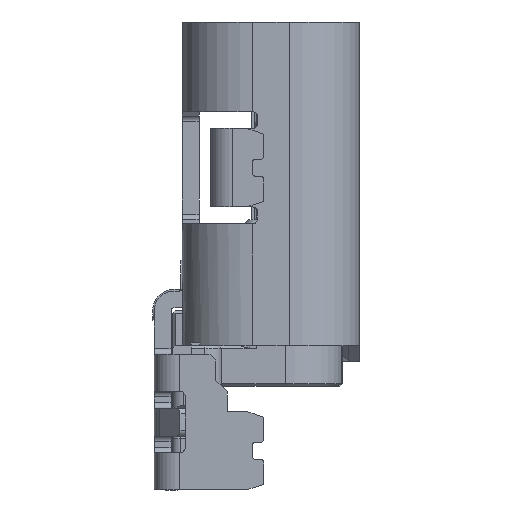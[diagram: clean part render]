
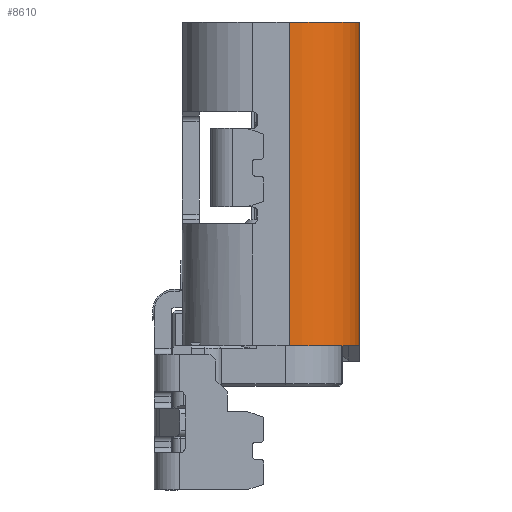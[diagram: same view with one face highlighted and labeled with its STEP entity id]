
A CAD part, left-side view. The second image highlights one B-rep face of the part: STEP entity #8610.
In plain terms, the highlighted cylindrical face has radius 1.25 mm (diameter 2.5 mm), a partial arc.
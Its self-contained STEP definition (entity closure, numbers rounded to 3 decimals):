
#8200=CARTESIAN_POINT('',(-23.22,-0.71,24.534));
#8210=DIRECTION('',(0.,0.,-1.));
#8220=DIRECTION('',(-1.,0.,0.));
#8230=AXIS2_PLACEMENT_3D('',#8200,#8210,#8220);
#8240=CYLINDRICAL_SURFACE('',#8230,1.25);
#8250=CARTESIAN_POINT('',(-23.22,-0.71,19.023));
#8260=DIRECTION('',(0.,0.,-1.));
#8270=DIRECTION('',(-1.,0.,0.));
#8280=AXIS2_PLACEMENT_3D('',#8250,#8260,#8270);
#8290=CIRCLE('',#8280,1.25);
#8300=CARTESIAN_POINT('',(-23.22,-1.96,19.023));
#8310=VERTEX_POINT('',#8300);
#8320=CARTESIAN_POINT('',(-24.47,-0.71,19.023));
#8330=VERTEX_POINT('',#8320);
#8340=EDGE_CURVE('',#8310,#8330,#8290,.T.);
#8350=ORIENTED_EDGE('',*,*,#8340,.F.);
#8360=CARTESIAN_POINT('',(-24.47,-0.71,24.798));
#8370=DIRECTION('',(0.,0.,-1.));
#8380=VECTOR('',#8370,1.);
#8390=LINE('',#8360,#8380);
#8400=CARTESIAN_POINT('',(-24.47,-0.71,24.798));
#8410=VERTEX_POINT('',#8400);
#8420=EDGE_CURVE('',#8410,#8330,#8390,.T.);
#8430=ORIENTED_EDGE('',*,*,#8420,.T.);
#8440=CARTESIAN_POINT('',(-23.22,-0.71,24.798));
#8450=DIRECTION('',(0.,0.,-1.));
#8460=DIRECTION('',(-1.,0.,0.));
#8470=AXIS2_PLACEMENT_3D('',#8440,#8450,#8460);
#8480=CIRCLE('',#8470,1.25);
#8490=CARTESIAN_POINT('',(-23.22,-1.96,24.798));
#8500=VERTEX_POINT('',#8490);
#8510=EDGE_CURVE('',#8500,#8410,#8480,.T.);
#8520=ORIENTED_EDGE('',*,*,#8510,.T.);
#8530=CARTESIAN_POINT('',(-23.22,-1.96,24.798));
#8540=DIRECTION('',(0.,0.,-1.));
#8550=VECTOR('',#8540,1.);
#8560=LINE('',#8530,#8550);
#8570=EDGE_CURVE('',#8500,#8310,#8560,.T.);
#8580=ORIENTED_EDGE('',*,*,#8570,.F.);
#8590=EDGE_LOOP('',(#8580,#8520,#8430,#8350));
#8600=FACE_OUTER_BOUND('',#8590,.T.);
#8610=ADVANCED_FACE('',(#8600),#8240,.T.);
